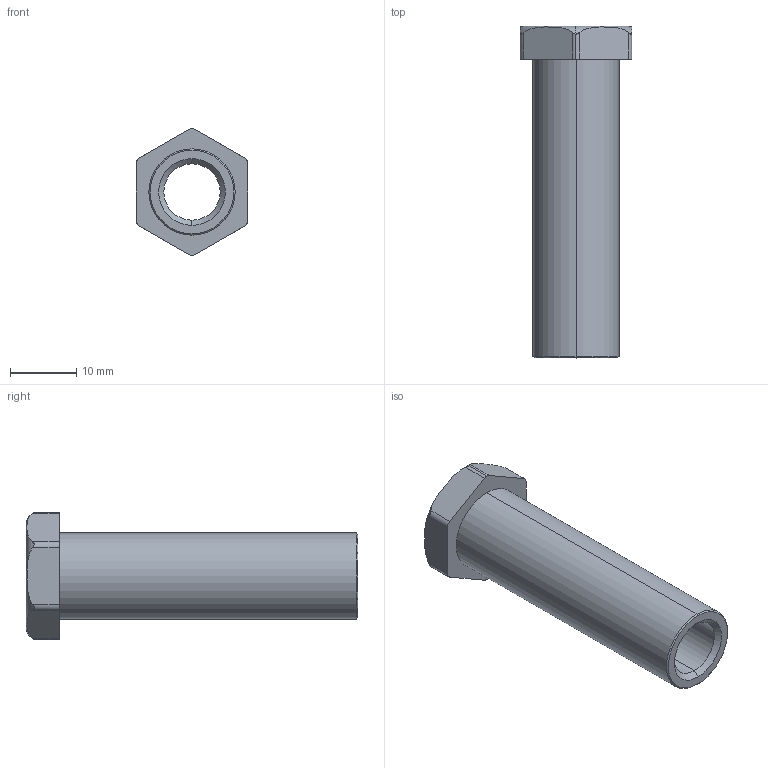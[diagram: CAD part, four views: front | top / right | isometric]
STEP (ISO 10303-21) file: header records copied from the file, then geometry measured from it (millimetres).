
FILE_DESCRIPTION (( 'STEP AP203' ), '1' );
FILE_NAME ('A14_7360-M10.STEP', '2023-04-28T06:21:18', ( '' ), ( '' ), 'SwSTEP 2.0', 'SolidWorks 2019', '' );
FILE_SCHEMA (( 'CONFIG_CONTROL_DESIGN' ));
Length unit declared in the file: millimetre
Products named in the file (1): A14_7360-M10
Bounding box: 16.8 x 50 x 19.09 mm (x, y, z)
Volume: 3363.4 mm3; surface area: 3986.9 mm2
Topology: 1 solids, 1 shells, 31 faces, 74 edges, 47 vertices
Faces by surface type: cylinder 13, plane 10, cone 6, torus 2
Entity records: 1136 total; most frequent: CARTESIAN_POINT 335, DIRECTION 153, ORIENTED_EDGE 148, EDGE_CURVE 74, AXIS2_PLACEMENT_3D 61, VERTEX_POINT 47, EDGE_LOOP 35, VECTOR 31
